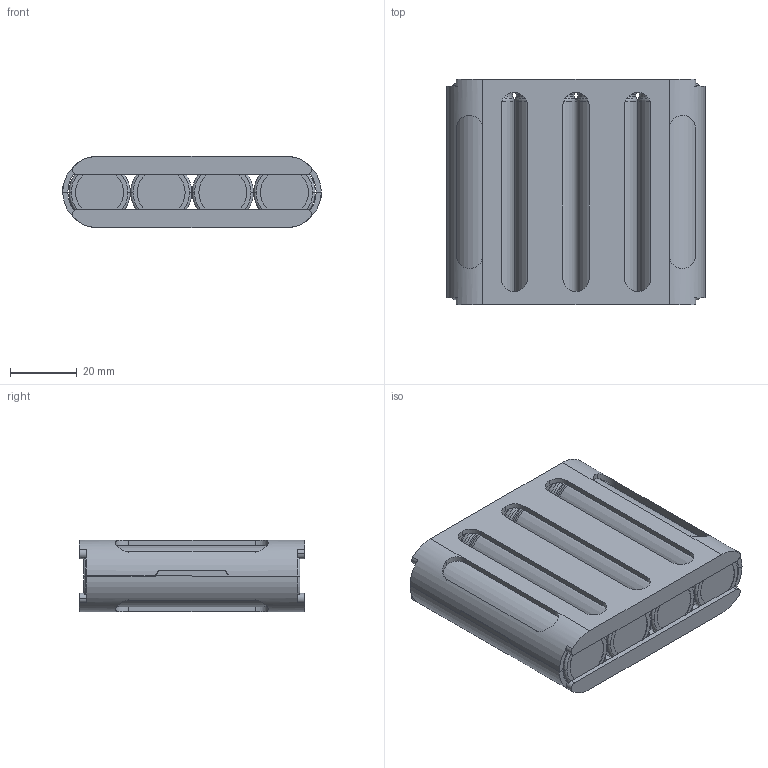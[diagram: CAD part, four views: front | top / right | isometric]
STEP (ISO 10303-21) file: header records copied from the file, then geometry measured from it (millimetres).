
FILE_DESCRIPTION (( 'STEP AP203' ), '1' );
FILE_NAME ('4P.STEP', '2012-09-16T00:01:31', ( '' ), ( '' ), 'SwSTEP 2.0', 'SolidWorks 2012', '' );
FILE_SCHEMA (( 'CONFIG_CONTROL_DESIGN' ));
Length unit declared in the file: inch
Products named in the file (5): 18650; 4P_TRAY; Part2^4P; Part3^4P; 4P
Assembly tree (6 placements, depth 2):
  Part2^4P
  Part3^4P
  4P
    18650  x4
    4P_TRAY  x2
Bounding box: 77.72 x 67.82 x 21.59 mm (x, y, z)
Volume: 80620.9 mm3; surface area: 38756.2 mm2
Topology: 10 solids, 10 shells, 474 faces, 1282 edges, 820 vertices
Faces by surface type: plane 220, cylinder 190, torus 64
Entity records: 5685 total; most frequent: CARTESIAN_POINT 1233, DIRECTION 856, ORIENTED_EDGE 812, EDGE_CURVE 406, AXIS2_PLACEMENT_3D 325, VERTEX_POINT 260, VECTOR 206, LINE 206
